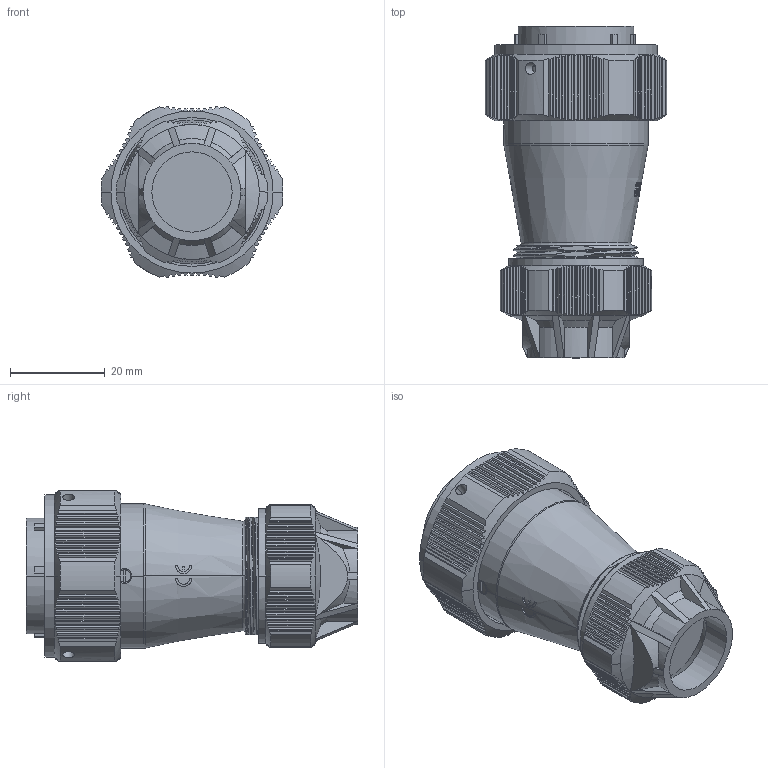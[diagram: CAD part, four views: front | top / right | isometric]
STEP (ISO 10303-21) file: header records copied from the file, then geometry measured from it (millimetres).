
FILE_DESCRIPTION((''),'2;1');
FILE_NAME('WY28J7TE','2017-05-10T',('Administrator'),(''),'PRO/ENGINEER BY PARAMETRIC TECHNOLOGY CORPORATION, 2015240','PRO/ENGINEER BY PARAMETRIC TECHNOLOGY CORPORATION, 2015240','');
FILE_SCHEMA(('CONFIG_CONTROL_DESIGN'));
Length unit declared in the file: millimetre
Products named in the file (1): WY28J7TE
Bounding box: 38.5 x 70.2 x 36.2 mm (x, y, z)
Volume: 37511.5 mm3; surface area: 18576.8 mm2
Topology: 1 solids, 2 shells, 883 faces, 2506 edges, 1622 vertices
Faces by surface type: cylinder 372, plane 344, cone 85, bspline 58, sphere 16, torus 7, extrusion 1
Entity records: 36077 total; most frequent: CARTESIAN_POINT 15755, ORIENTED_EDGE 4980, DIRECTION 3141, EDGE_CURVE 2490, VERTEX_POINT 1622, B_SPLINE_CURVE_WITH_KNOTS 1368, AXIS2_PLACEMENT_3D 1193, EDGE_LOOP 918
